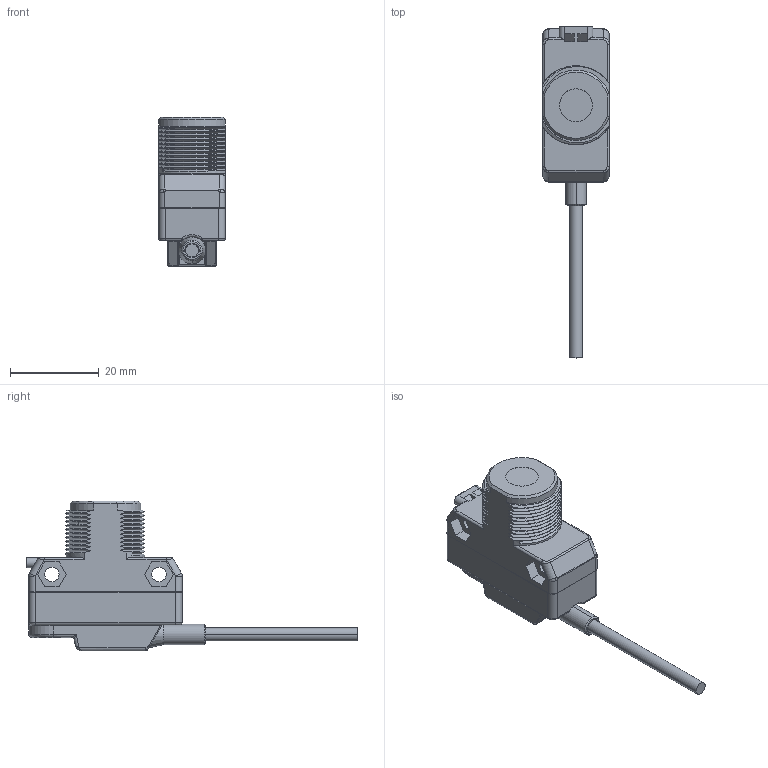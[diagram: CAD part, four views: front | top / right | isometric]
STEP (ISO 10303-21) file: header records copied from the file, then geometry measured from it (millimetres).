
FILE_DESCRIPTION((''),'2;1');
FILE_NAME('148171_SW','2010-05-27T',('banengservice'),('BANNER ENGINEERING'),'PRO/ENGINEER BY PARAMETRIC TECHNOLOGY CORPORATION, 2009141','PRO/ENGINEER BY PARAMETRIC TECHNOLOGY CORPORATION, 2009141','');
FILE_SCHEMA(('CONFIG_CONTROL_DESIGN'));
Length unit declared in the file: inch
Products named in the file (1): 148171_SW
Bounding box: 15 x 74.71 x 33.7 mm (x, y, z)
Volume: 7273.3 mm3; surface area: 7952.9 mm2
Topology: 2 solids, 2 shells, 733 faces, 1838 edges, 1139 vertices
Faces by surface type: plane 318, cylinder 243, bspline 93, torus 49, cone 20, sphere 10
Entity records: 27465 total; most frequent: CARTESIAN_POINT 10479, ORIENTED_EDGE 3672, DIRECTION 3312, EDGE_CURVE 1836, VERTEX_POINT 1139, AXIS2_PLACEMENT_3D 1138, VECTOR 1036, LINE 1036
